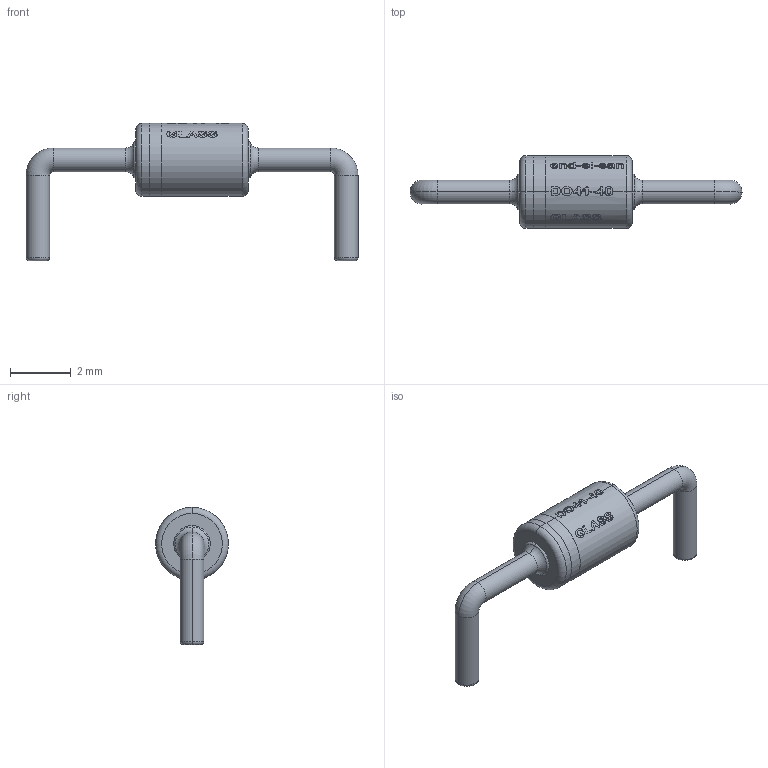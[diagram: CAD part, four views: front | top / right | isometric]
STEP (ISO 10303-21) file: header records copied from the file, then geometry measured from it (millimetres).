
FILE_DESCRIPTION (( 'STEP AP214' ), '1' );
FILE_NAME ('User Library-DO-41G-40B.STEP', '2015-12-09T06:59:45', ( 'Windows User' ), ( '' ), 'SwSTEP 2.0', 'SolidWorks 2016', '' );
FILE_SCHEMA (( 'AUTOMOTIVE_DESIGN' ));
Length unit declared in the file: millimetre
Products named in the file (1): User Library-DO-41G-40B
Bounding box: 10.94 x 2.4 x 4.52 mm (x, y, z)
Volume: 22.8 mm3; surface area: 66 mm2
Topology: 1 solids, 1 shells, 72 faces, 389 edges, 348 vertices
Faces by surface type: cylinder 46, torus 20, plane 6
Entity records: 5686 total; most frequent: CARTESIAN_POINT 1986, ORIENTED_EDGE 778, DIRECTION 397, EDGE_CURVE 389, VERTEX_POINT 348, B_SPLINE_CURVE_WITH_KNOTS 239, AXIS2_PLACEMENT_3D 174, EDGE_LOOP 101
